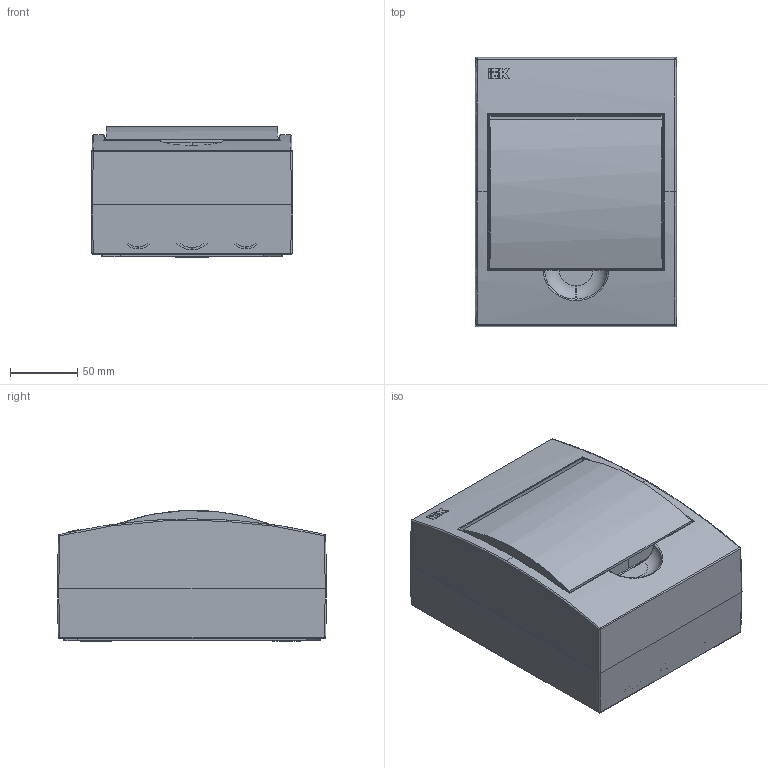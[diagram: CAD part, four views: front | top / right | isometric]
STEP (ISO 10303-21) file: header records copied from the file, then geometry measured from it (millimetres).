
FILE_DESCRIPTION (( 'STEP AP203' ), '1' );
FILE_NAME ('3MKP12-N-06-40-20 Áîêñ ÙÐÍ-Ï-6 ìîäóëåé íàâåñí.ïëàñòèê IP41.STEP', '2016-08-12T12:02:34', ( '' ), ( '' ), 'SwSTEP 2.0', 'SolidWorks 2014', '' );
FILE_SCHEMA (( 'CONFIG_CONTROL_DESIGN' ));
Length unit declared in the file: millimetre
Products named in the file (2): 3MKP12-N-06-40-20 Áîêñ ÙÐÍ-Ï-6 ìîäóëåé íàâåñí.ïëàñòèê IP41
Bounding box: 150 x 200 x 97.17 mm (x, y, z)
Volume: 325868.5 mm3; surface area: 320526.5 mm2
Topology: 9 solids, 9 shells, 1285 faces, 3543 edges, 2324 vertices
Faces by surface type: plane 877, cylinder 189, cone 125, bspline 60, torus 21, sphere 13
Entity records: 43443 total; most frequent: CARTESIAN_POINT 11485, ORIENTED_EDGE 7056, DIRECTION 6126, EDGE_CURVE 3528, VERTEX_POINT 2316, LINE 2154, VECTOR 2154, AXIS2_PLACEMENT_3D 1986
